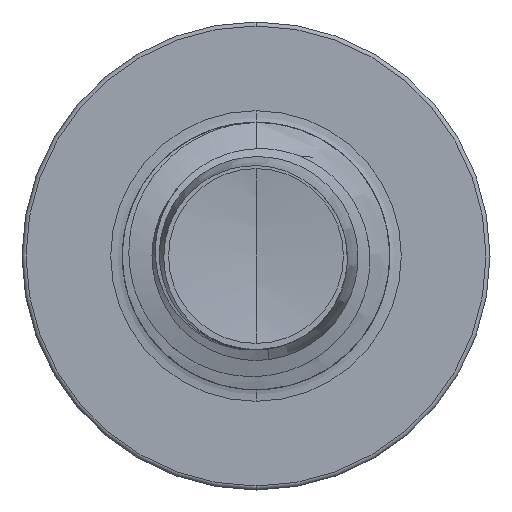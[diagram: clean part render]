
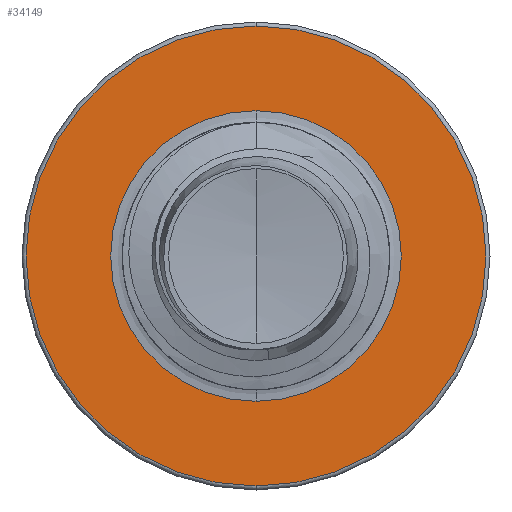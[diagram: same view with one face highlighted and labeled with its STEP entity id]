
A CAD part, front view. The second image highlights one B-rep face of the part: STEP entity #34149.
In plain terms, the highlighted planar face has unit normal (0, -1, 0).
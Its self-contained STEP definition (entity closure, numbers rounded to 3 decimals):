
#375 = CIRCLE ( 'NONE', #32506, 3.44 ) ;
#2657 = AXIS2_PLACEMENT_3D ( 'NONE', #11224, #30649, #14024 ) ;
#3718 = PLANE ( 'NONE',  #35974 ) ;
#4657 = VERTEX_POINT ( 'NONE', #13139 ) ;
#6325 = CARTESIAN_POINT ( 'NONE',  ( 0., 14., 0. ) ) ;
#6510 = DIRECTION ( 'NONE',  ( 0., 1., 0. ) ) ;
#6600 = ORIENTED_EDGE ( 'NONE', *, *, #29253, .F. ) ;
#6683 = EDGE_LOOP ( 'NONE', ( #22849, #6600 ) ) ;
#7375 = AXIS2_PLACEMENT_3D ( 'NONE', #29639, #13002, #32397 ) ;
#8187 = CARTESIAN_POINT ( 'NONE',  ( 0., 14., 0. ) ) ;
#8529 = VERTEX_POINT ( 'NONE', #34649 ) ;
#8842 = CARTESIAN_POINT ( 'NONE',  ( 0., 14., -2.174 ) ) ;
#9139 = DIRECTION ( 'NONE',  ( 0., 0., 1. ) ) ;
#11003 = DIRECTION ( 'NONE',  ( 0., 0., 1. ) ) ;
#11224 = CARTESIAN_POINT ( 'NONE',  ( 0., 14., 0. ) ) ;
#11584 = ORIENTED_EDGE ( 'NONE', *, *, #24613, .T. ) ;
#13002 = DIRECTION ( 'NONE',  ( 0., 1., 0. ) ) ;
#13139 = CARTESIAN_POINT ( 'NONE',  ( 0., 14., -3.44 ) ) ;
#13323 = VERTEX_POINT ( 'NONE', #26872 ) ;
#13704 = ORIENTED_EDGE ( 'NONE', *, *, #34781, .T. ) ;
#14024 = DIRECTION ( 'NONE',  ( 0., 0., 1. ) ) ;
#15122 = CARTESIAN_POINT ( 'NONE',  ( 0., 14., 2.174 ) ) ;
#17869 = CIRCLE ( 'NONE', #2657, 3.44 ) ;
#19188 = FACE_BOUND ( 'NONE', #29334, .T. ) ;
#19629 = CIRCLE ( 'NONE', #33389, 2.174 ) ;
#21114 = VERTEX_POINT ( 'NONE', #15122 ) ;
#22849 = ORIENTED_EDGE ( 'NONE', *, *, #30002, .F. ) ;
#24613 = EDGE_CURVE ( 'NONE', #13323, #21114, #19629, .T. ) ;
#25803 = DIRECTION ( 'NONE',  ( 0., 1., 0. ) ) ;
#26000 = DIRECTION ( 'NONE',  ( 0., 0., 1. ) ) ;
#26872 = CARTESIAN_POINT ( 'NONE',  ( 0., 14., -2.174 ) ) ;
#27658 = DIRECTION ( 'NONE',  ( 0., 1., 0. ) ) ;
#29253 = EDGE_CURVE ( 'NONE', #4657, #8529, #17869, .T. ) ;
#29334 = EDGE_LOOP ( 'NONE', ( #13704, #11584 ) ) ;
#29639 = CARTESIAN_POINT ( 'NONE',  ( 0., 14., 0. ) ) ;
#30002 = EDGE_CURVE ( 'NONE', #8529, #4657, #375, .T. ) ;
#30649 = DIRECTION ( 'NONE',  ( 0., 1., 0. ) ) ;
#31347 = CIRCLE ( 'NONE', #7375, 2.174 ) ;
#32397 = DIRECTION ( 'NONE',  ( 0., 0., 1. ) ) ;
#32506 = AXIS2_PLACEMENT_3D ( 'NONE', #6325, #25803, #9139 ) ;
#33389 = AXIS2_PLACEMENT_3D ( 'NONE', #8187, #27658, #11003 ) ;
#33931 = FACE_OUTER_BOUND ( 'NONE', #6683, .T. ) ;
#34149 = ADVANCED_FACE ( 'NONE', ( #33931, #19188 ), #3718, .F. ) ;
#34649 = CARTESIAN_POINT ( 'NONE',  ( 0., 14., 3.44 ) ) ;
#34781 = EDGE_CURVE ( 'NONE', #21114, #13323, #31347, .T. ) ;
#35974 = AXIS2_PLACEMENT_3D ( 'NONE', #8842, #6510, #26000 ) ;
